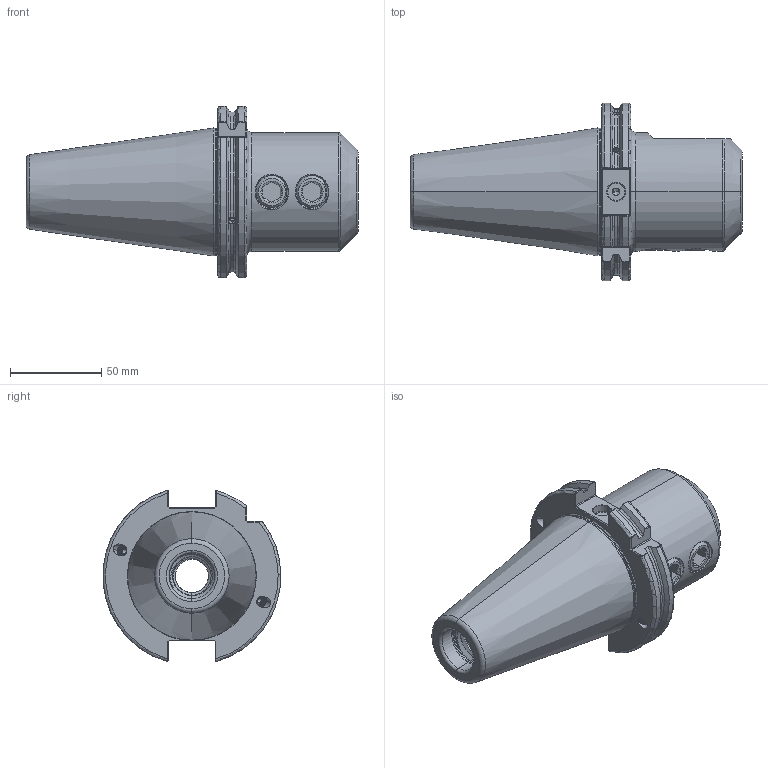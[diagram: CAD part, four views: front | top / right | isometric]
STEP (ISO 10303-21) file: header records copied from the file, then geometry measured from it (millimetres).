
FILE_DESCRIPTION (( 'STEP AP203' ), '1' );
FILE_NAME ('503.05.25.STEP', '2016-11-25T08:52:19', ( '' ), ( '' ), 'SwSTEP 2.0', 'SolidWorks 2012', '' );
FILE_SCHEMA (( 'CONFIG_CONTROL_DESIGN' ));
Length unit declared in the file: millimetre
Products named in the file (3): 503.05.25; 側固18_M18x2_20L
Assembly tree (3 placements, depth 2):
  503.05.25
    503.05.25
    側固18_M18x2_20L  x2
Bounding box: 181.75 x 97.33 x 93.81 mm (x, y, z)
Volume: 474454.1 mm3; surface area: 72279.8 mm2
Topology: 3 solids, 3 shells, 454 faces, 1247 edges, 788 vertices
Faces by surface type: cylinder 214, plane 82, bspline 65, cone 54, torus 39
Entity records: 49170 total; most frequent: CARTESIAN_POINT 39913, ORIENTED_EDGE 2254, DIRECTION 1405, EDGE_CURVE 1127, VERTEX_POINT 721, AXIS2_PLACEMENT_3D 538, EDGE_LOOP 434, FACE_OUTER_BOUND 415
